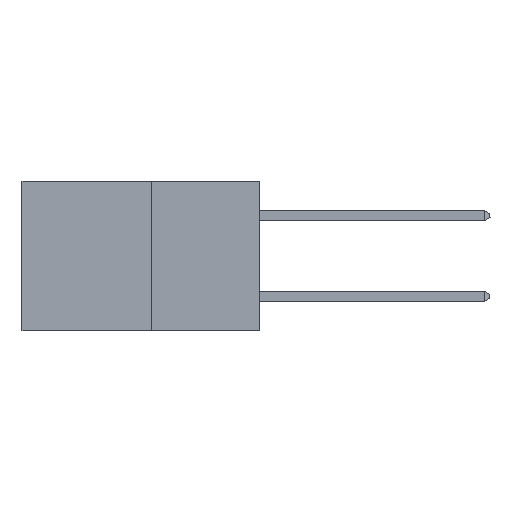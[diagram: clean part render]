
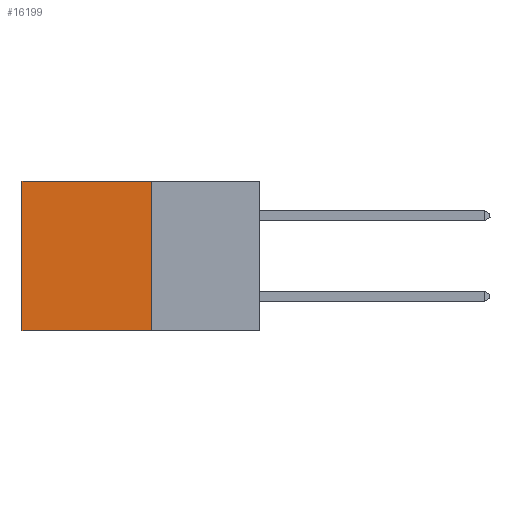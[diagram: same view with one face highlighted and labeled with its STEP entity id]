
A CAD part, left-side view. The second image highlights one B-rep face of the part: STEP entity #16199.
In plain terms, the highlighted planar face has unit normal (-1, 0, 0).
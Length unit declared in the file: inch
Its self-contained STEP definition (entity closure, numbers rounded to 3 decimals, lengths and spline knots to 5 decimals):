
#142 = VERTEX_POINT ( 'NONE', #16912 ) ;
#378 = CARTESIAN_POINT ( 'NONE',  ( 0.277, 0.59, -0.37 ) ) ;
#427 = ORIENTED_EDGE ( 'NONE', *, *, #8702, .T. ) ;
#593 = ORIENTED_EDGE ( 'NONE', *, *, #8414, .F. ) ;
#1027 = DIRECTION ( 'NONE',  ( 0., 1., 0. ) ) ;
#1127 = EDGE_CURVE ( 'NONE', #142, #12727, #15797, .T. ) ;
#1520 = PLANE ( 'NONE',  #5417 ) ;
#1685 = CARTESIAN_POINT ( 'NONE',  ( 0.277, 0.59, -0.37 ) ) ;
#1825 = DIRECTION ( 'NONE',  ( 0., 0., -1. ) ) ;
#2587 = VERTEX_POINT ( 'NONE', #9086 ) ;
#2981 = VERTEX_POINT ( 'NONE', #378 ) ;
#3128 = DIRECTION ( 'NONE',  ( 1., 0., 0. ) ) ;
#3539 = CARTESIAN_POINT ( 'NONE',  ( 0.277, 0.27, -0.37 ) ) ;
#4554 = VECTOR ( 'NONE', #1825, 39.37008 ) ;
#5417 = AXIS2_PLACEMENT_3D ( 'NONE', #10530, #3128, #13465 ) ;
#5593 = LINE ( 'NONE', #10540, #12946 ) ;
#6577 = EDGE_CURVE ( 'NONE', #142, #2587, #5593, .T. ) ;
#7603 = VECTOR ( 'NONE', #17701, 39.37008 ) ;
#8414 = EDGE_CURVE ( 'NONE', #12727, #2981, #9267, .T. ) ;
#8419 = FACE_OUTER_BOUND ( 'NONE', #12159, .T. ) ;
#8702 = EDGE_CURVE ( 'NONE', #2587, #2981, #16241, .T. ) ;
#9086 = CARTESIAN_POINT ( 'NONE',  ( 0.277, 0.59, 0. ) ) ;
#9267 = LINE ( 'NONE', #3539, #16458 ) ;
#9467 = CARTESIAN_POINT ( 'NONE',  ( 0.277, 0.27, -0.37 ) ) ;
#10530 = CARTESIAN_POINT ( 'NONE',  ( 0.277, 0.27, -0.37 ) ) ;
#10540 = CARTESIAN_POINT ( 'NONE',  ( 0.277, 0.27, 0. ) ) ;
#10803 = DIRECTION ( 'NONE',  ( 0., 1., 0. ) ) ;
#12159 = EDGE_LOOP ( 'NONE', ( #427, #593, #17545, #15959 ) ) ;
#12727 = VERTEX_POINT ( 'NONE', #9467 ) ;
#12946 = VECTOR ( 'NONE', #10803, 39.37008 ) ;
#13465 = DIRECTION ( 'NONE',  ( 0., 0., -1. ) ) ;
#14716 = CARTESIAN_POINT ( 'NONE',  ( 0.277, 0.27, -0.37 ) ) ;
#15797 = LINE ( 'NONE', #14716, #7603 ) ;
#15959 = ORIENTED_EDGE ( 'NONE', *, *, #6577, .T. ) ;
#16199 = ADVANCED_FACE ( 'NONE', ( #8419 ), #1520, .F. ) ;
#16241 = LINE ( 'NONE', #1685, #4554 ) ;
#16458 = VECTOR ( 'NONE', #1027, 39.37008 ) ;
#16912 = CARTESIAN_POINT ( 'NONE',  ( 0.277, 0.27, 0. ) ) ;
#17545 = ORIENTED_EDGE ( 'NONE', *, *, #1127, .F. ) ;
#17701 = DIRECTION ( 'NONE',  ( 0., 0., -1. ) ) ;
